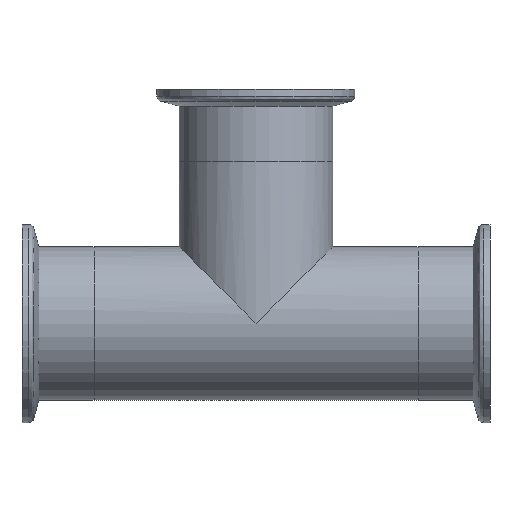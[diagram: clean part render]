
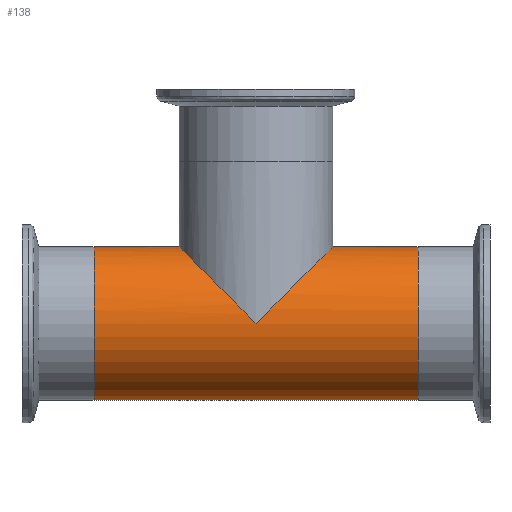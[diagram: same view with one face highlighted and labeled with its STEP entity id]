
A CAD part, front view. The second image highlights one B-rep face of the part: STEP entity #138.
In plain terms, the highlighted cylindrical face has radius 21.35 mm (diameter 42.7 mm), a partial arc.
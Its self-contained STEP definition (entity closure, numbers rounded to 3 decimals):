
#138=ADVANCED_FACE('',(#240,#241),#239,.T.);
#239=CYLINDRICAL_SURFACE('',#470,21.35);
#240=FACE_OUTER_BOUND('',#471,.T.);
#241=FACE_BOUND('',#472,.T.);
#467=CARTESIAN_POINT('',(0.,0.,0.));
#468=DIRECTION('',(1.,0.,0.));
#469=DIRECTION('',(0.,0.,-1.));
#470=AXIS2_PLACEMENT_3D('',#467,#468,#469);
#471=EDGE_LOOP('',(#656,#657,#658,#659,#660,#661));
#472=EDGE_LOOP('',(#662,#663,#664,#665));
#656=ORIENTED_EDGE('',*,*,#750,.F.);
#657=ORIENTED_EDGE('',*,*,#752,.F.);
#658=ORIENTED_EDGE('',*,*,#768,.T.);
#659=ORIENTED_EDGE('',*,*,#744,.T.);
#660=ORIENTED_EDGE('',*,*,#746,.T.);
#661=ORIENTED_EDGE('',*,*,#769,.F.);
#662=ORIENTED_EDGE('',*,*,#763,.F.);
#663=ORIENTED_EDGE('',*,*,#767,.F.);
#664=ORIENTED_EDGE('',*,*,#766,.F.);
#665=ORIENTED_EDGE('',*,*,#764,.F.);
#744=EDGE_CURVE('',#830,#831,#832,.T.);
#746=EDGE_CURVE('',#831,#838,#845,.T.);
#750=EDGE_CURVE('',#872,#873,#874,.T.);
#752=EDGE_CURVE('',#880,#872,#887,.T.);
#763=EDGE_CURVE('',#954,#961,#962,.T.);
#764=EDGE_CURVE('',#961,#968,#969,.T.);
#766=EDGE_CURVE('',#968,#981,#982,.T.);
#767=EDGE_CURVE('',#981,#954,#988,.T.);
#768=EDGE_CURVE('',#880,#830,#994,.T.);
#769=EDGE_CURVE('',#873,#838,#1000,.T.);
#830=VERTEX_POINT('',#1236);
#831=VERTEX_POINT('',#1237);
#832=CIRCLE('',#1241,21.35);
#838=VERTEX_POINT('',#1242);
#845=CIRCLE('',#1250,21.35);
#872=VERTEX_POINT('',#1266);
#873=VERTEX_POINT('',#1267);
#874=CIRCLE('',#1271,21.35);
#880=VERTEX_POINT('',#1272);
#887=CIRCLE('',#1280,21.35);
#954=VERTEX_POINT('',#1316);
#961=VERTEX_POINT('',#1319);
#962=(BOUNDED_CURVE() B_SPLINE_CURVE(2,(#1320,#1321,#1322),.UNSPECIFIED.,.F.,.F.) B_SPLINE_CURVE_WITH_KNOTS((3,3),(3.142,4.712),.UNSPECIFIED.) CURVE() GEOMETRIC_REPRESENTATION_ITEM() RATIONAL_B_SPLINE_CURVE((1.,0.707,1.)) REPRESENTATION_ITEM('') );
#968=VERTEX_POINT('',#1323);
#969=(BOUNDED_CURVE() B_SPLINE_CURVE(2,(#1324,#1325,#1326),.UNSPECIFIED.,.F.,.F.) B_SPLINE_CURVE_WITH_KNOTS((3,3),(1.571,3.142),.UNSPECIFIED.) CURVE() GEOMETRIC_REPRESENTATION_ITEM() RATIONAL_B_SPLINE_CURVE((1.,0.707,1.)) REPRESENTATION_ITEM('') );
#981=VERTEX_POINT('',#1329);
#982=(BOUNDED_CURVE() B_SPLINE_CURVE(2,(#1330,#1331,#1332),.UNSPECIFIED.,.F.,.F.) B_SPLINE_CURVE_WITH_KNOTS((3,3),(3.142,4.712),.UNSPECIFIED.) CURVE() GEOMETRIC_REPRESENTATION_ITEM() RATIONAL_B_SPLINE_CURVE((1.,0.707,1.)) REPRESENTATION_ITEM('') );
#988=(BOUNDED_CURVE() B_SPLINE_CURVE(2,(#1333,#1334,#1335),.UNSPECIFIED.,.F.,.F.) B_SPLINE_CURVE_WITH_KNOTS((3,3),(1.571,3.142),.UNSPECIFIED.) CURVE() GEOMETRIC_REPRESENTATION_ITEM() RATIONAL_B_SPLINE_CURVE((1.,0.707,1.)) REPRESENTATION_ITEM('') );
#994=(BOUNDED_CURVE() B_SPLINE_CURVE(1,(#1336,#1337),.UNSPECIFIED.,.F.,.F.) B_SPLINE_CURVE_WITH_KNOTS((2,2),(0.083,0.917),.UNSPECIFIED.) CURVE() GEOMETRIC_REPRESENTATION_ITEM() RATIONAL_B_SPLINE_CURVE((1.,1.)) REPRESENTATION_ITEM('') );
#1000=(BOUNDED_CURVE() B_SPLINE_CURVE(1,(#1338,#1339),.UNSPECIFIED.,.F.,.F.) B_SPLINE_CURVE_WITH_KNOTS((2,2),(0.083,0.917),.UNSPECIFIED.) CURVE() GEOMETRIC_REPRESENTATION_ITEM() RATIONAL_B_SPLINE_CURVE((0.768,0.768)) REPRESENTATION_ITEM('') );
#1236=CARTESIAN_POINT('',(45.,0.,-21.35));
#1237=CARTESIAN_POINT('',(45.,0.,21.35));
#1238=CARTESIAN_POINT('',(45.,0.,0.));
#1239=DIRECTION('',(-1.,0.,0.));
#1240=DIRECTION('',(0.,0.,1.));
#1241=AXIS2_PLACEMENT_3D('',#1238,#1239,#1240);
#1242=CARTESIAN_POINT('',(45.,14.4,-15.763));
#1247=CARTESIAN_POINT('',(45.,0.,0.));
#1248=DIRECTION('',(-1.,0.,0.));
#1249=DIRECTION('',(0.,0.,1.));
#1250=AXIS2_PLACEMENT_3D('',#1247,#1248,#1249);
#1266=CARTESIAN_POINT('',(-45.,0.,21.35));
#1267=CARTESIAN_POINT('',(-45.,14.4,-15.763));
#1268=CARTESIAN_POINT('',(-45.,0.,0.));
#1269=DIRECTION('',(-1.,0.,0.));
#1270=DIRECTION('',(0.,0.,1.));
#1271=AXIS2_PLACEMENT_3D('',#1268,#1269,#1270);
#1272=CARTESIAN_POINT('',(-45.,0.,-21.35));
#1277=CARTESIAN_POINT('',(-45.,0.,0.));
#1278=DIRECTION('',(-1.,0.,0.));
#1279=DIRECTION('',(0.,0.,1.));
#1280=AXIS2_PLACEMENT_3D('',#1277,#1278,#1279);
#1316=CARTESIAN_POINT('',(-21.35,0.,21.35));
#1319=CARTESIAN_POINT('',(0.,-21.35,0.));
#1320=CARTESIAN_POINT('',(-21.35,0.,21.35));
#1321=CARTESIAN_POINT('',(-21.35,-21.35,21.35));
#1322=CARTESIAN_POINT('',(0.,-21.35,0.));
#1323=CARTESIAN_POINT('',(21.35,0.,21.35));
#1324=CARTESIAN_POINT('',(0.,-21.35,0.));
#1325=CARTESIAN_POINT('',(21.35,-21.35,21.35));
#1326=CARTESIAN_POINT('',(21.35,0.,21.35));
#1329=CARTESIAN_POINT('',(0.,21.35,0.));
#1330=CARTESIAN_POINT('',(21.35,0.,21.35));
#1331=CARTESIAN_POINT('',(21.35,21.35,21.35));
#1332=CARTESIAN_POINT('',(0.,21.35,0.));
#1333=CARTESIAN_POINT('',(0.,21.35,0.));
#1334=CARTESIAN_POINT('',(-21.35,21.35,21.35));
#1335=CARTESIAN_POINT('',(-21.35,0.,21.35));
#1336=CARTESIAN_POINT('',(-45.,0.,-21.35));
#1337=CARTESIAN_POINT('',(45.,0.,-21.35));
#1338=CARTESIAN_POINT('',(-45.,14.4,-15.763));
#1339=CARTESIAN_POINT('',(45.,14.4,-15.763));
